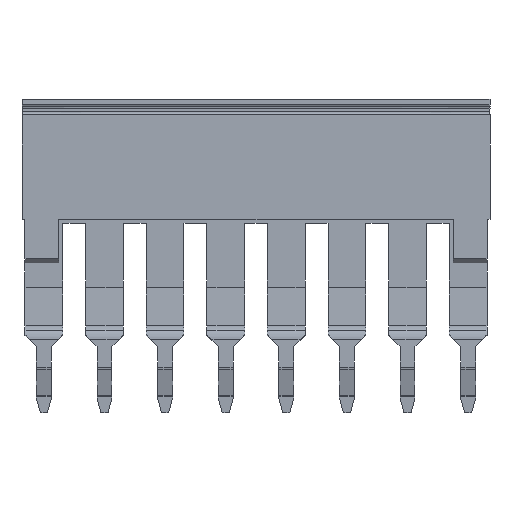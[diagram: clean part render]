
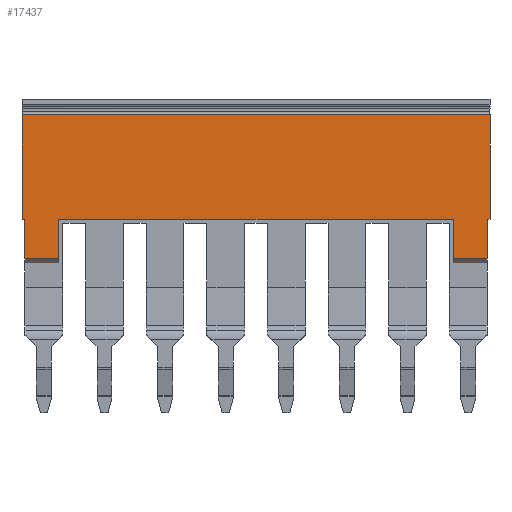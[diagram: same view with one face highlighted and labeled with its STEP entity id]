
A CAD part, front view. The second image highlights one B-rep face of the part: STEP entity #17437.
In plain terms, the highlighted planar face has unit normal (0, -1, 0).
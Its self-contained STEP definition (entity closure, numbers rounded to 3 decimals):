
#17391=AXIS2_PLACEMENT_3D('Plane Axis2P3D',#17388,#17389,#17390) ;
#16605=CARTESIAN_POINT('Line Origine',(46.95,0.4,19.5)) ;
#16609=CARTESIAN_POINT('Vertex',(47.1,0.4,19.5)) ;
#16611=CARTESIAN_POINT('Vertex',(46.8,0.4,19.5)) ;
#16640=CARTESIAN_POINT('Line Origine',(23.55,0.4,19.5)) ;
#16644=CARTESIAN_POINT('Vertex',(43.4,0.4,19.5)) ;
#16646=CARTESIAN_POINT('Vertex',(3.7,0.4,19.5)) ;
#16675=CARTESIAN_POINT('Line Origine',(0.15,0.4,19.5)) ;
#16679=CARTESIAN_POINT('Vertex',(0.3,0.4,19.5)) ;
#16681=CARTESIAN_POINT('Vertex',(0.,0.4,19.5)) ;
#16763=CARTESIAN_POINT('Vertex',(0.,0.4,30.)) ;
#16766=CARTESIAN_POINT('Line Origine',(23.55,0.4,30.)) ;
#16770=CARTESIAN_POINT('Vertex',(47.1,0.4,30.)) ;
#17225=CARTESIAN_POINT('Line Origine',(29.65,0.4,15.5)) ;
#17229=CARTESIAN_POINT('Vertex',(0.3,0.4,15.5)) ;
#17231=CARTESIAN_POINT('Vertex',(3.7,0.4,15.5)) ;
#17316=CARTESIAN_POINT('Vertex',(43.4,0.4,15.5)) ;
#17323=CARTESIAN_POINT('Vertex',(46.8,0.4,15.5)) ;
#17326=CARTESIAN_POINT('Line Origine',(29.65,0.4,15.5)) ;
#17388=CARTESIAN_POINT('Axis2P3D Location',(57.1,0.4,19.5)) ;
#17393=CARTESIAN_POINT('Line Origine',(0.3,0.4,17.5)) ;
#17398=CARTESIAN_POINT('Line Origine',(3.7,0.4,17.5)) ;
#17403=CARTESIAN_POINT('Line Origine',(43.4,0.4,17.5)) ;
#17408=CARTESIAN_POINT('Line Origine',(46.8,0.4,17.5)) ;
#17413=CARTESIAN_POINT('Line Origine',(47.1,0.4,24.75)) ;
#17418=CARTESIAN_POINT('Line Origine',(0.,0.4,24.75)) ;
#16606=DIRECTION('Vector Direction',(1.,0.,0.)) ;
#16641=DIRECTION('Vector Direction',(1.,0.,0.)) ;
#16676=DIRECTION('Vector Direction',(1.,0.,0.)) ;
#16767=DIRECTION('Vector Direction',(1.,0.,0.)) ;
#17226=DIRECTION('Vector Direction',(-1.,0.,0.)) ;
#17327=DIRECTION('Vector Direction',(-1.,0.,0.)) ;
#17389=DIRECTION('Axis2P3D Direction',(0.,-1.,0.)) ;
#17390=DIRECTION('Axis2P3D XDirection',(0.,0.,1.)) ;
#17394=DIRECTION('Vector Direction',(0.,0.,-1.)) ;
#17399=DIRECTION('Vector Direction',(0.,0.,1.)) ;
#17404=DIRECTION('Vector Direction',(0.,0.,1.)) ;
#17409=DIRECTION('Vector Direction',(0.,0.,-1.)) ;
#17414=DIRECTION('Vector Direction',(0.,0.,1.)) ;
#17419=DIRECTION('Vector Direction',(0.,0.,1.)) ;
#16607=VECTOR('Line Direction',#16606,1.) ;
#16642=VECTOR('Line Direction',#16641,1.) ;
#16677=VECTOR('Line Direction',#16676,1.) ;
#16768=VECTOR('Line Direction',#16767,1.) ;
#17227=VECTOR('Line Direction',#17226,1.) ;
#17328=VECTOR('Line Direction',#17327,1.) ;
#17395=VECTOR('Line Direction',#17394,1.) ;
#17400=VECTOR('Line Direction',#17399,1.) ;
#17405=VECTOR('Line Direction',#17404,1.) ;
#17410=VECTOR('Line Direction',#17409,1.) ;
#17415=VECTOR('Line Direction',#17414,1.) ;
#17420=VECTOR('Line Direction',#17419,1.) ;
#17424=ORIENTED_EDGE('',*,*,#17397,.F.) ;
#17425=ORIENTED_EDGE('',*,*,#17233,.T.) ;
#17426=ORIENTED_EDGE('',*,*,#17402,.F.) ;
#17427=ORIENTED_EDGE('',*,*,#16648,.F.) ;
#17428=ORIENTED_EDGE('',*,*,#17407,.F.) ;
#17429=ORIENTED_EDGE('',*,*,#17330,.F.) ;
#17430=ORIENTED_EDGE('',*,*,#17412,.F.) ;
#17431=ORIENTED_EDGE('',*,*,#16613,.F.) ;
#17432=ORIENTED_EDGE('',*,*,#17417,.F.) ;
#17433=ORIENTED_EDGE('',*,*,#16772,.F.) ;
#17434=ORIENTED_EDGE('',*,*,#17422,.F.) ;
#17435=ORIENTED_EDGE('',*,*,#16683,.F.) ;
#17437=ADVANCED_FACE('Kunststoff',(#17436),#17392,.T.) ;
#16613=EDGE_CURVE('',#16610,#16612,#16608,.F.) ;
#16648=EDGE_CURVE('',#16645,#16647,#16643,.F.) ;
#16683=EDGE_CURVE('',#16680,#16682,#16678,.F.) ;
#16772=EDGE_CURVE('',#16764,#16771,#16769,.T.) ;
#17233=EDGE_CURVE('',#17230,#17232,#17228,.F.) ;
#17330=EDGE_CURVE('',#17324,#17317,#17329,.T.) ;
#17397=EDGE_CURVE('',#17230,#16680,#17396,.F.) ;
#17402=EDGE_CURVE('',#16647,#17232,#17401,.F.) ;
#17407=EDGE_CURVE('',#17317,#16645,#17406,.T.) ;
#17412=EDGE_CURVE('',#16612,#17324,#17411,.T.) ;
#17417=EDGE_CURVE('',#16771,#16610,#17416,.F.) ;
#17422=EDGE_CURVE('',#16682,#16764,#17421,.T.) ;
#17423=EDGE_LOOP('',(#17424,#17425,#17426,#17427,#17428,#17429,#17430,#17431,#17432,#17433,#17434,#17435)) ;
#17436=FACE_OUTER_BOUND('',#17423,.T.) ;
#16608=LINE('Line',#16605,#16607) ;
#16643=LINE('Line',#16640,#16642) ;
#16678=LINE('Line',#16675,#16677) ;
#16769=LINE('Line',#16766,#16768) ;
#17228=LINE('Line',#17225,#17227) ;
#17329=LINE('Line',#17326,#17328) ;
#17396=LINE('Line',#17393,#17395) ;
#17401=LINE('Line',#17398,#17400) ;
#17406=LINE('Line',#17403,#17405) ;
#17411=LINE('Line',#17408,#17410) ;
#17416=LINE('Line',#17413,#17415) ;
#17421=LINE('Line',#17418,#17420) ;
#17392=PLANE('',#17391) ;
#16610=VERTEX_POINT('',#16609) ;
#16612=VERTEX_POINT('',#16611) ;
#16645=VERTEX_POINT('',#16644) ;
#16647=VERTEX_POINT('',#16646) ;
#16680=VERTEX_POINT('',#16679) ;
#16682=VERTEX_POINT('',#16681) ;
#16764=VERTEX_POINT('',#16763) ;
#16771=VERTEX_POINT('',#16770) ;
#17230=VERTEX_POINT('',#17229) ;
#17232=VERTEX_POINT('',#17231) ;
#17317=VERTEX_POINT('',#17316) ;
#17324=VERTEX_POINT('',#17323) ;
